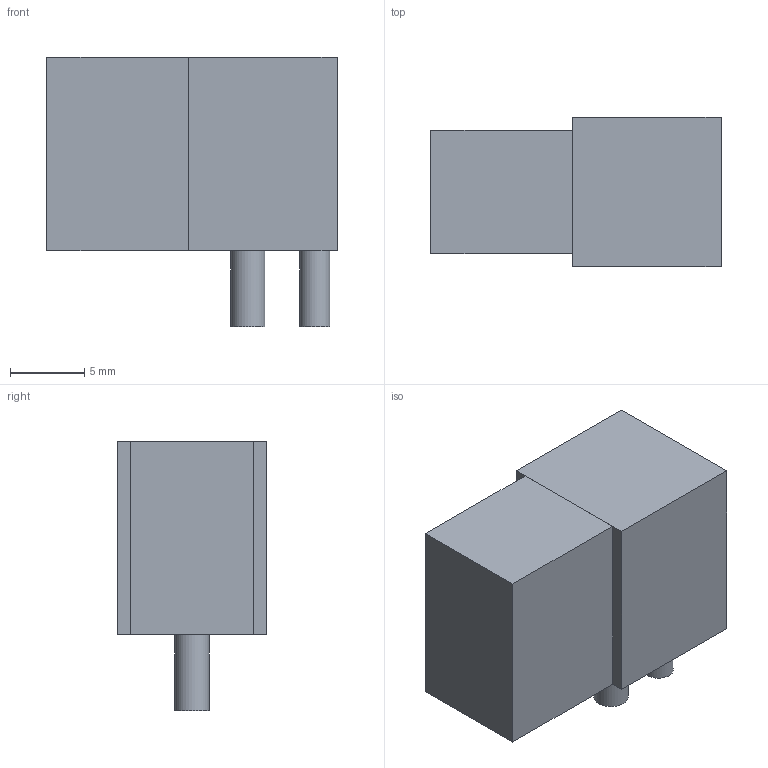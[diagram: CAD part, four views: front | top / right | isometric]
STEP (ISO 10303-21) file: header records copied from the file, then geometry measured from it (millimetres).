
FILE_DESCRIPTION(('FreeCAD Model'),'2;1');
FILE_NAME('2230151.1.3.stp','2020-04-10T23:27:08',( 'Author'),(''),'Open CASCADE STEP processor 6.9','FreeCAD','Unknown' );
FILE_SCHEMA(('AUTOMOTIVE_DESIGN { 1 0 10303 214 1 1 1 1 }'));
Length unit declared in the file: millimetre
Products named in the file (3): ASSEMBLY; Body; Leads
Assembly tree (3 placements, depth 2):
  ASSEMBLY
    Body
    Leads  x2
Bounding box: 19.5 x 10 x 18.1 mm (x, y, z)
Volume: 2401.1 mm3; surface area: 1509.7 mm2
Topology: 6 solids, 6 shells, 24 faces, 36 edges, 24 vertices
Faces by surface type: plane 20, cylinder 4
Full cylindrical faces by diameter (mm): 2.04 x2, 2.31 x2
Entity records: 896 total; most frequent: DIRECTION 138, CARTESIAN_POINT 132, LINE 82, VECTOR 82, ORIENTED_EDGE 60, PCURVE 60, DEFINITIONAL_REPRESENTATION 60, EDGE_CURVE 30
